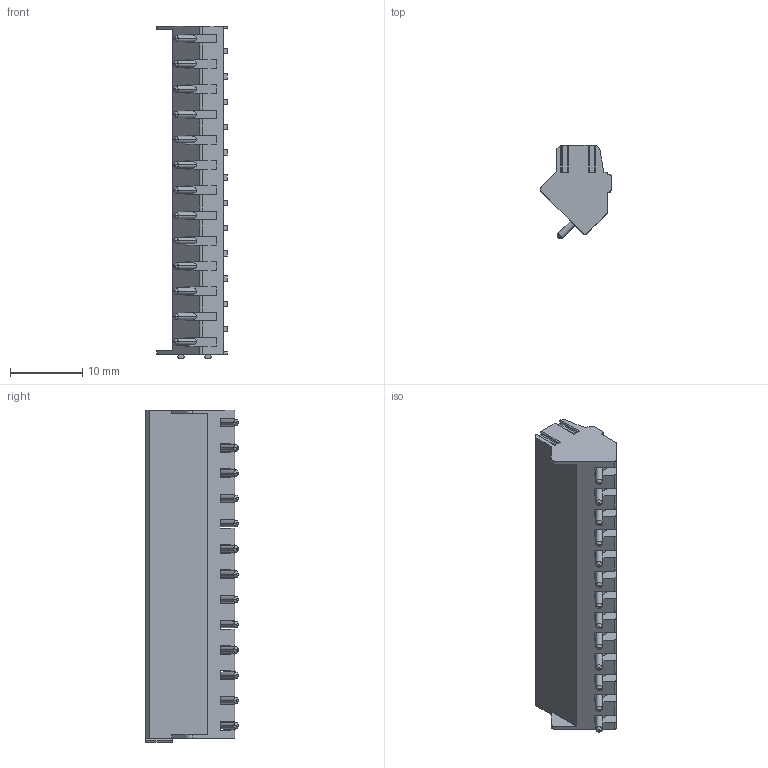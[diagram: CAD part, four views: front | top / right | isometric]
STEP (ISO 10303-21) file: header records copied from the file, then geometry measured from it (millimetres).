
FILE_DESCRIPTION((''),'2;1');
FILE_NAME('TL012A-XXP-XS','2025-04-06T',('sj'),(''),'PRO/ENGINEER BY PARAMETRIC TECHNOLOGY CORPORATION, 2013240','PRO/ENGINEER BY PARAMETRIC TECHNOLOGY CORPORATION, 2013240','');
FILE_SCHEMA(('AUTOMOTIVE_DESIGN_CC2 { 1 2 10303 214 -1 1 5 2 }'));
Length unit declared in the file: millimetre
Products named in the file (1): TL012A-XXP-XS
Bounding box: 9.81 x 12.83 x 46 mm (x, y, z)
Volume: 2654.5 mm3; surface area: 3344.8 mm2
Topology: 1 solids, 1 shells, 871 faces, 2386 edges, 1556 vertices
Faces by surface type: plane 516, cylinder 251, cone 78, torus 26
Entity records: 28238 total; most frequent: CARTESIAN_POINT 5817, ORIENTED_EDGE 4772, DIRECTION 4630, EDGE_CURVE 2386, VECTOR 1572, LINE 1572, VERTEX_POINT 1556, AXIS2_PLACEMENT_3D 1529
